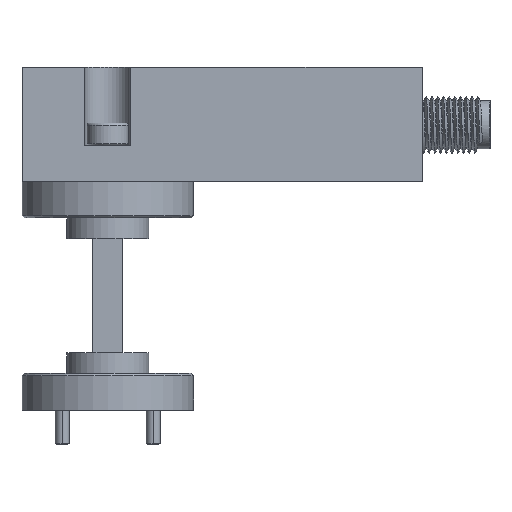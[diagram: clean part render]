
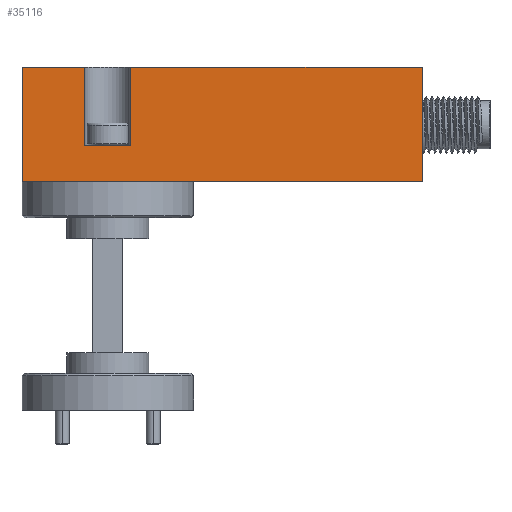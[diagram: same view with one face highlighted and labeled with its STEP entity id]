
A CAD part, left-side view. The second image highlights one B-rep face of the part: STEP entity #35116.
In plain terms, the highlighted planar face has unit normal (-1, 0, 0).
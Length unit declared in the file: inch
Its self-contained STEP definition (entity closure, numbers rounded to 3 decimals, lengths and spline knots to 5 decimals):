
#258 = DIRECTION ( 'NONE',  ( 0., 1., 0. ) ) ;
#302 = DIRECTION ( 'NONE',  ( 0., 0., 1. ) ) ;
#577 = LINE ( 'NONE', #19363, #5445 ) ;
#763 = EDGE_CURVE ( 'NONE', #19333, #3495, #33478, .T. ) ;
#1065 = CARTESIAN_POINT ( 'NONE',  ( -1.33625, 1.33087, 0.3018 ) ) ;
#1512 = DIRECTION ( 'NONE',  ( 0., 1., 0. ) ) ;
#1689 = CARTESIAN_POINT ( 'NONE',  ( -1.33625, -0.41913, -0.1982 ) ) ;
#1690 = ORIENTED_EDGE ( 'NONE', *, *, #22195, .F. ) ;
#1979 = VECTOR ( 'NONE', #1512, 39.37008 ) ;
#2265 = ORIENTED_EDGE ( 'NONE', *, *, #763, .T. ) ;
#2571 = ORIENTED_EDGE ( 'NONE', *, *, #14963, .F. ) ;
#2598 = ORIENTED_EDGE ( 'NONE', *, *, #34442, .T. ) ;
#3017 = VERTEX_POINT ( 'NONE', #15909 ) ;
#3335 = CARTESIAN_POINT ( 'NONE',  ( -1.33625, 0.45587, 0.3018 ) ) ;
#3495 = VERTEX_POINT ( 'NONE', #9891 ) ;
#3637 = EDGE_CURVE ( 'NONE', #27284, #3495, #577, .T. ) ;
#3817 = VECTOR ( 'NONE', #22603, 39.37008 ) ;
#3935 = ORIENTED_EDGE ( 'NONE', *, *, #29826, .T. ) ;
#5059 = CARTESIAN_POINT ( 'NONE',  ( -1.33625, -0.41913, -0.1982 ) ) ;
#5445 = VECTOR ( 'NONE', #11128, 39.37008 ) ;
#5834 = LINE ( 'NONE', #25113, #3817 ) ;
#6182 = CARTESIAN_POINT ( 'NONE',  ( -1.33625, -0.41913, 0.3018 ) ) ;
#6331 = ORIENTED_EDGE ( 'NONE', *, *, #7066, .T. ) ;
#6385 = DIRECTION ( 'NONE',  ( 0., 1., 0. ) ) ;
#7066 = EDGE_CURVE ( 'NONE', #8720, #3017, #25100, .T. ) ;
#7725 = AXIS2_PLACEMENT_3D ( 'NONE', #29785, #18886, #302 ) ;
#8720 = VERTEX_POINT ( 'NONE', #19744 ) ;
#9891 = CARTESIAN_POINT ( 'NONE',  ( -1.33625, 0.85587, -0.0432 ) ) ;
#10674 = PLANE ( 'NONE',  #7725 ) ;
#11128 = DIRECTION ( 'NONE',  ( 0., -1., 0. ) ) ;
#14963 = EDGE_CURVE ( 'NONE', #15250, #33032, #21155, .T. ) ;
#15250 = VERTEX_POINT ( 'NONE', #5059 ) ;
#15909 = CARTESIAN_POINT ( 'NONE',  ( -1.33625, 1.33087, 0.3018 ) ) ;
#16619 = CARTESIAN_POINT ( 'NONE',  ( -1.33625, 0.85587, 0.3018 ) ) ;
#18588 = EDGE_LOOP ( 'NONE', ( #3935, #2571, #1690, #2598, #2265, #25248, #24997, #6331 ) ) ;
#18886 = DIRECTION ( 'NONE',  ( -1., 0., 0. ) ) ;
#19207 = VECTOR ( 'NONE', #25897, 39.37008 ) ;
#19333 = VERTEX_POINT ( 'NONE', #16619 ) ;
#19363 = CARTESIAN_POINT ( 'NONE',  ( -1.33625, 1.05587, -0.0432 ) ) ;
#19744 = CARTESIAN_POINT ( 'NONE',  ( -1.33625, 1.05587, 0.3018 ) ) ;
#19825 = EDGE_CURVE ( 'NONE', #8720, #27284, #5834, .T. ) ;
#19918 = CARTESIAN_POINT ( 'NONE',  ( -1.33625, 1.33087, -0.1982 ) ) ;
#20376 = LINE ( 'NONE', #1065, #19207 ) ;
#20998 = CARTESIAN_POINT ( 'NONE',  ( -1.33625, -0.41913, 0.3018 ) ) ;
#21155 = LINE ( 'NONE', #1689, #1979 ) ;
#21178 = DIRECTION ( 'NONE',  ( 0., 0., -1. ) ) ;
#22195 = EDGE_CURVE ( 'NONE', #33779, #15250, #25824, .T. ) ;
#22586 = CARTESIAN_POINT ( 'NONE',  ( -1.33625, 0.45587, 0.3018 ) ) ;
#22603 = DIRECTION ( 'NONE',  ( 0., 0., -1. ) ) ;
#23908 = FACE_OUTER_BOUND ( 'NONE', #18588, .T. ) ;
#24726 = CARTESIAN_POINT ( 'NONE',  ( -1.33625, 0.85587, 0.3018 ) ) ;
#24997 = ORIENTED_EDGE ( 'NONE', *, *, #19825, .F. ) ;
#25100 = LINE ( 'NONE', #22586, #30264 ) ;
#25113 = CARTESIAN_POINT ( 'NONE',  ( -1.33625, 1.05587, 0.3018 ) ) ;
#25248 = ORIENTED_EDGE ( 'NONE', *, *, #3637, .F. ) ;
#25643 = LINE ( 'NONE', #3335, #29287 ) ;
#25696 = VECTOR ( 'NONE', #21178, 39.37008 ) ;
#25824 = LINE ( 'NONE', #20998, #25696 ) ;
#25897 = DIRECTION ( 'NONE',  ( 0., 0., -1. ) ) ;
#27284 = VERTEX_POINT ( 'NONE', #35282 ) ;
#27727 = DIRECTION ( 'NONE',  ( 0., 0., -1. ) ) ;
#29066 = VECTOR ( 'NONE', #27727, 39.37008 ) ;
#29287 = VECTOR ( 'NONE', #6385, 39.37008 ) ;
#29785 = CARTESIAN_POINT ( 'NONE',  ( -1.33625, 0.45587, 0.3018 ) ) ;
#29826 = EDGE_CURVE ( 'NONE', #3017, #33032, #20376, .T. ) ;
#30264 = VECTOR ( 'NONE', #258, 39.37008 ) ;
#33032 = VERTEX_POINT ( 'NONE', #19918 ) ;
#33478 = LINE ( 'NONE', #24726, #29066 ) ;
#33779 = VERTEX_POINT ( 'NONE', #6182 ) ;
#34442 = EDGE_CURVE ( 'NONE', #33779, #19333, #25643, .T. ) ;
#35116 = ADVANCED_FACE ( 'NONE', ( #23908 ), #10674, .T. ) ;
#35282 = CARTESIAN_POINT ( 'NONE',  ( -1.33625, 1.05587, -0.0432 ) ) ;
